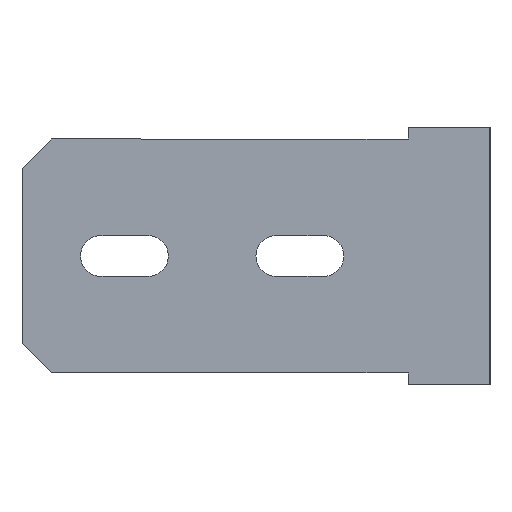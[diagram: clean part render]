
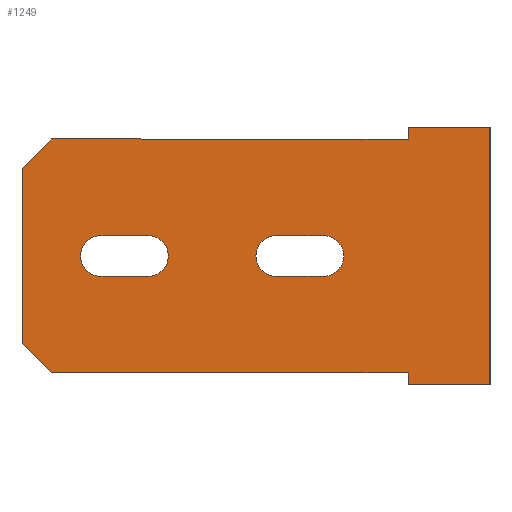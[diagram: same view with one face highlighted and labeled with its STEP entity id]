
A CAD part, left-side view. The second image highlights one B-rep face of the part: STEP entity #1249.
In plain terms, the highlighted planar face has unit normal (-1, 0, 0).
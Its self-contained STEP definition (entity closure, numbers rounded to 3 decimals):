
#11 = VERTEX_POINT ( 'NONE', #898 ) ;
#19 = CARTESIAN_POINT ( 'NONE',  ( -214., 12., 0. ) ) ;
#66 = DIRECTION ( 'NONE',  ( 0., 0., -1. ) ) ;
#81 = CARTESIAN_POINT ( 'NONE',  ( -214., -2., 42.001 ) ) ;
#125 = FACE_BOUND ( 'NONE', #1503, .T. ) ;
#132 = FACE_BOUND ( 'NONE', #1166, .T. ) ;
#142 = FACE_OUTER_BOUND ( 'NONE', #1193, .T. ) ;
#145 = EDGE_CURVE ( 'NONE', #1414, #1027, #772, .T. ) ;
#152 = EDGE_CURVE ( 'NONE', #1195, #660, #770, .T. ) ;
#157 = EDGE_CURVE ( 'NONE', #1425, #660, #758, .T. ) ;
#164 = EDGE_CURVE ( 'NONE', #1425, #1239, #753, .T. ) ;
#166 = EDGE_CURVE ( 'NONE', #1616, #1414, #736, .T. ) ;
#167 = EDGE_CURVE ( 'NONE', #1027, #906, #733, .T. ) ;
#179 = EDGE_CURVE ( 'NONE', #1565, #1357, #728, .T. ) ;
#181 = EDGE_CURVE ( 'NONE', #1357, #1195, #719, .T. ) ;
#183 = EDGE_CURVE ( 'NONE', #1219, #1491, #714, .T. ) ;
#185 = EDGE_CURVE ( 'NONE', #1187, #1219, #707, .T. ) ;
#194 = EDGE_CURVE ( 'NONE', #11, #1187, #699, .T. ) ;
#197 = EDGE_CURVE ( 'NONE', #1491, #11, #698, .T. ) ;
#200 = EDGE_CURVE ( 'NONE', #1118, #1555, #692, .T. ) ;
#207 = EDGE_CURVE ( 'NONE', #1314, #1118, #739, .T. ) ;
#209 = EDGE_CURVE ( 'NONE', #1147, #1314, #686, .T. ) ;
#212 = EDGE_CURVE ( 'NONE', #1555, #1147, #682, .T. ) ;
#247 = AXIS2_PLACEMENT_3D ( 'NONE', #1427, #1421, #1417 ) ;
#248 = CARTESIAN_POINT ( 'NONE',  ( -214., 56.5, 16.5 ) ) ;
#322 = ORIENTED_EDGE ( 'NONE', *, *, #157, .F. ) ;
#348 = CARTESIAN_POINT ( 'NONE',  ( -214., 12., 42.001 ) ) ;
#365 = CARTESIAN_POINT ( 'NONE',  ( -214., 12., 40. ) ) ;
#375 = VECTOR ( 'NONE', #611, 1000. ) ;
#379 = LINE ( 'NONE', #620, #375 ) ;
#416 = AXIS2_PLACEMENT_3D ( 'NONE', #1363, #1354, #1349 ) ;
#425 = VECTOR ( 'NONE', #694, 1000. ) ;
#428 = EDGE_CURVE ( 'NONE', #906, #1565, #433, .T. ) ;
#433 = LINE ( 'NONE', #703, #425 ) ;
#446 = EDGE_CURVE ( 'NONE', #1616, #1239, #379, .T. ) ;
#499 = AXIS2_PLACEMENT_3D ( 'NONE', #621, #1574, #66 ) ;
#507 = CARTESIAN_POINT ( 'NONE',  ( -214., 78., 5. ) ) ;
#561 = AXIS2_PLACEMENT_3D ( 'NONE', #1477, #1479, #1473 ) ;
#611 = DIRECTION ( 'NONE',  ( 0., -1., 0. ) ) ;
#612 = CARTESIAN_POINT ( 'NONE',  ( -214., 64.5, 16.5 ) ) ;
#620 = CARTESIAN_POINT ( 'NONE',  ( -214., 0., 40. ) ) ;
#621 = CARTESIAN_POINT ( 'NONE',  ( -214., 0., 40. ) ) ;
#632 = ORIENTED_EDGE ( 'NONE', *, *, #428, .T. ) ;
#660 = VERTEX_POINT ( 'NONE', #81 ) ;
#680 = VECTOR ( 'NONE', #1397, 1000. ) ;
#682 = CIRCLE ( 'NONE', #561, 3.5 ) ;
#686 = LINE ( 'NONE', #1464, #680 ) ;
#689 = VECTOR ( 'NONE', #1335, 1000. ) ;
#692 = LINE ( 'NONE', #1341, #689 ) ;
#694 = DIRECTION ( 'NONE',  ( 0., -1., 0. ) ) ;
#695 = VECTOR ( 'NONE', #1383, 1000. ) ;
#698 = CIRCLE ( 'NONE', #247, 3.5 ) ;
#699 = LINE ( 'NONE', #1387, #695 ) ;
#701 = VECTOR ( 'NONE', #1344, 1000. ) ;
#703 = CARTESIAN_POINT ( 'NONE',  ( -214., 0., 0. ) ) ;
#707 = CIRCLE ( 'NONE', #1575, 3.5 ) ;
#708 = CARTESIAN_POINT ( 'NONE',  ( -214., 73., 0. ) ) ;
#709 = VECTOR ( 'NONE', #1286, 1000. ) ;
#714 = LINE ( 'NONE', #1285, #701 ) ;
#716 = VECTOR ( 'NONE', #1301, 1000. ) ;
#719 = LINE ( 'NONE', #1289, #709 ) ;
#720 = ORIENTED_EDGE ( 'NONE', *, *, #152, .T. ) ;
#725 = VECTOR ( 'NONE', #1437, 1000. ) ;
#728 = LINE ( 'NONE', #1439, #716 ) ;
#729 = CARTESIAN_POINT ( 'NONE',  ( -214., 34.5, 23.5 ) ) ;
#730 = VECTOR ( 'NONE', #1311, 1000. ) ;
#733 = LINE ( 'NONE', #1310, #725 ) ;
#735 = VECTOR ( 'NONE', #1321, 1000. ) ;
#736 = LINE ( 'NONE', #1303, #730 ) ;
#739 = CIRCLE ( 'NONE', #416, 3.5 ) ;
#749 = VECTOR ( 'NONE', #1317, 1000. ) ;
#753 = LINE ( 'NONE', #1382, #735 ) ;
#755 = VECTOR ( 'NONE', #1272, 1000. ) ;
#758 = LINE ( 'NONE', #1270, #749 ) ;
#769 = VECTOR ( 'NONE', #1215, 1000. ) ;
#770 = LINE ( 'NONE', #1263, #755 ) ;
#772 = LINE ( 'NONE', #1522, #769 ) ;
#861 = CARTESIAN_POINT ( 'NONE',  ( -214., 78., 35. ) ) ;
#898 = CARTESIAN_POINT ( 'NONE',  ( -214., 26.5, 23.5 ) ) ;
#906 = VERTEX_POINT ( 'NONE', #708 ) ;
#911 = ORIENTED_EDGE ( 'NONE', *, *, #167, .T. ) ;
#933 = ORIENTED_EDGE ( 'NONE', *, *, #164, .T. ) ;
#982 = ORIENTED_EDGE ( 'NONE', *, *, #194, .F. ) ;
#1027 = VERTEX_POINT ( 'NONE', #507 ) ;
#1030 = ORIENTED_EDGE ( 'NONE', *, *, #212, .F. ) ;
#1080 = ORIENTED_EDGE ( 'NONE', *, *, #200, .F. ) ;
#1107 = CARTESIAN_POINT ( 'NONE',  ( -214., -2., -2.001 ) ) ;
#1118 = VERTEX_POINT ( 'NONE', #612 ) ;
#1125 = ORIENTED_EDGE ( 'NONE', *, *, #446, .F. ) ;
#1141 = ORIENTED_EDGE ( 'NONE', *, *, #179, .T. ) ;
#1147 = VERTEX_POINT ( 'NONE', #1646 ) ;
#1166 = EDGE_LOOP ( 'NONE', ( #1304, #1514, #982, #1218 ) ) ;
#1187 = VERTEX_POINT ( 'NONE', #729 ) ;
#1193 = EDGE_LOOP ( 'NONE', ( #720, #322, #933, #1125, #1423, #1492, #911, #632, #1141, #1502 ) ) ;
#1195 = VERTEX_POINT ( 'NONE', #1107 ) ;
#1215 = DIRECTION ( 'NONE',  ( 0., 0., -1. ) ) ;
#1218 = ORIENTED_EDGE ( 'NONE', *, *, #197, .F. ) ;
#1219 = VERTEX_POINT ( 'NONE', #1688 ) ;
#1239 = VERTEX_POINT ( 'NONE', #365 ) ;
#1249 = ADVANCED_FACE ( 'NONE', ( #142, #132, #125 ), #1358, .F. ) ;
#1263 = CARTESIAN_POINT ( 'NONE',  ( -214., -2., 0. ) ) ;
#1270 = CARTESIAN_POINT ( 'NONE',  ( -214., 12., 42.001 ) ) ;
#1272 = DIRECTION ( 'NONE',  ( 0., 0., 1. ) ) ;
#1285 = CARTESIAN_POINT ( 'NONE',  ( -214., 34.5, 16.5 ) ) ;
#1286 = DIRECTION ( 'NONE',  ( 0., -1., 0. ) ) ;
#1289 = CARTESIAN_POINT ( 'NONE',  ( -214., 12., -2.001 ) ) ;
#1301 = DIRECTION ( 'NONE',  ( 0., 0., -1. ) ) ;
#1303 = CARTESIAN_POINT ( 'NONE',  ( -214., 78., 35. ) ) ;
#1304 = ORIENTED_EDGE ( 'NONE', *, *, #183, .F. ) ;
#1310 = CARTESIAN_POINT ( 'NONE',  ( -214., 73., 0. ) ) ;
#1311 = DIRECTION ( 'NONE',  ( 0., 0.707, -0.707 ) ) ;
#1314 = VERTEX_POINT ( 'NONE', #1500 ) ;
#1317 = DIRECTION ( 'NONE',  ( 0., -1., 0. ) ) ;
#1321 = DIRECTION ( 'NONE',  ( 0., 0., -1. ) ) ;
#1329 = DIRECTION ( 'NONE',  ( 0., -1., 0. ) ) ;
#1331 = DIRECTION ( 'NONE',  ( -1., 0., 0. ) ) ;
#1333 = CARTESIAN_POINT ( 'NONE',  ( -214., 34.5, 20. ) ) ;
#1335 = DIRECTION ( 'NONE',  ( 0., -1., 0. ) ) ;
#1341 = CARTESIAN_POINT ( 'NONE',  ( -214., 64.5, 16.5 ) ) ;
#1344 = DIRECTION ( 'NONE',  ( 0., -1., 0. ) ) ;
#1349 = DIRECTION ( 'NONE',  ( 0., -1., 0. ) ) ;
#1354 = DIRECTION ( 'NONE',  ( -1., 0., 0. ) ) ;
#1357 = VERTEX_POINT ( 'NONE', #1428 ) ;
#1358 = PLANE ( 'NONE',  #499 ) ;
#1363 = CARTESIAN_POINT ( 'NONE',  ( -214., 64.5, 20. ) ) ;
#1376 = ORIENTED_EDGE ( 'NONE', *, *, #207, .F. ) ;
#1382 = CARTESIAN_POINT ( 'NONE',  ( -214., 12., 40. ) ) ;
#1383 = DIRECTION ( 'NONE',  ( 0., 1., 0. ) ) ;
#1387 = CARTESIAN_POINT ( 'NONE',  ( -214., 34.5, 23.5 ) ) ;
#1397 = DIRECTION ( 'NONE',  ( 0., 1., 0. ) ) ;
#1414 = VERTEX_POINT ( 'NONE', #861 ) ;
#1417 = DIRECTION ( 'NONE',  ( 0., -1., 0. ) ) ;
#1421 = DIRECTION ( 'NONE',  ( -1., 0., 0. ) ) ;
#1423 = ORIENTED_EDGE ( 'NONE', *, *, #166, .T. ) ;
#1425 = VERTEX_POINT ( 'NONE', #348 ) ;
#1427 = CARTESIAN_POINT ( 'NONE',  ( -214., 26.5, 20. ) ) ;
#1428 = CARTESIAN_POINT ( 'NONE',  ( -214., 12., -2.001 ) ) ;
#1437 = DIRECTION ( 'NONE',  ( 0., -0.707, -0.707 ) ) ;
#1439 = CARTESIAN_POINT ( 'NONE',  ( -214., 12., 0. ) ) ;
#1464 = CARTESIAN_POINT ( 'NONE',  ( -214., 64.5, 23.5 ) ) ;
#1473 = DIRECTION ( 'NONE',  ( 0., -1., 0. ) ) ;
#1477 = CARTESIAN_POINT ( 'NONE',  ( -214., 56.5, 20. ) ) ;
#1479 = DIRECTION ( 'NONE',  ( -1., 0., 0. ) ) ;
#1491 = VERTEX_POINT ( 'NONE', #1608 ) ;
#1492 = ORIENTED_EDGE ( 'NONE', *, *, #145, .T. ) ;
#1500 = CARTESIAN_POINT ( 'NONE',  ( -214., 64.5, 23.5 ) ) ;
#1502 = ORIENTED_EDGE ( 'NONE', *, *, #181, .T. ) ;
#1503 = EDGE_LOOP ( 'NONE', ( #1080, #1376, #1579, #1030 ) ) ;
#1514 = ORIENTED_EDGE ( 'NONE', *, *, #185, .F. ) ;
#1522 = CARTESIAN_POINT ( 'NONE',  ( -214., 78., 40. ) ) ;
#1555 = VERTEX_POINT ( 'NONE', #248 ) ;
#1565 = VERTEX_POINT ( 'NONE', #19 ) ;
#1574 = DIRECTION ( 'NONE',  ( 1., 0., 0. ) ) ;
#1575 = AXIS2_PLACEMENT_3D ( 'NONE', #1333, #1331, #1329 ) ;
#1579 = ORIENTED_EDGE ( 'NONE', *, *, #209, .F. ) ;
#1597 = CARTESIAN_POINT ( 'NONE',  ( -214., 73., 40. ) ) ;
#1608 = CARTESIAN_POINT ( 'NONE',  ( -214., 26.5, 16.5 ) ) ;
#1616 = VERTEX_POINT ( 'NONE', #1597 ) ;
#1646 = CARTESIAN_POINT ( 'NONE',  ( -214., 56.5, 23.5 ) ) ;
#1688 = CARTESIAN_POINT ( 'NONE',  ( -214., 34.5, 16.5 ) ) ;
